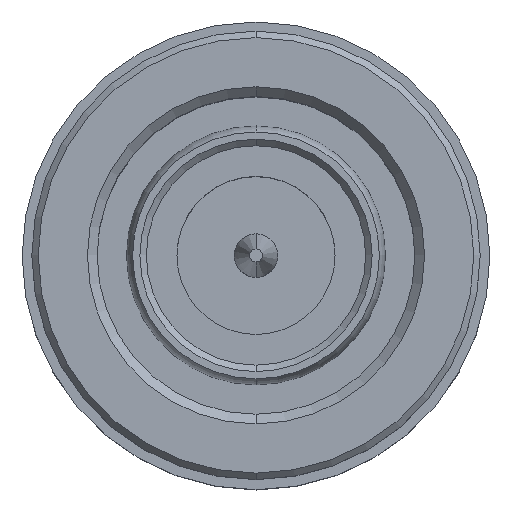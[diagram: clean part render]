
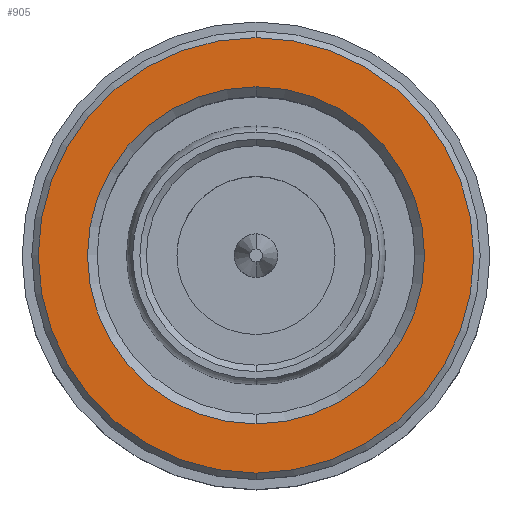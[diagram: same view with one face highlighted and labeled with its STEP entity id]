
A CAD part, top view. The second image highlights one B-rep face of the part: STEP entity #905.
In plain terms, the highlighted planar face has unit normal (0, 0, 1).
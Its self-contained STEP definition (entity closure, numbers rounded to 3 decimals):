
#3=CARTESIAN_POINT('',(0.,0.,0.));
#4=DIRECTION('',(0.,0.,1.));
#5=DIRECTION('',(0.,1.,0.));
#6=AXIS2_PLACEMENT_3D('',#3,#4,#5);
#19=CARTESIAN_POINT('',(0.,0.,0.));
#20=DIRECTION('',(0.,0.,-1.));
#21=DIRECTION('',(0.,1.,0.));
#22=AXIS2_PLACEMENT_3D('',#19,#20,#21);
#34=CARTESIAN_POINT('',(0.,0.,0.));
#35=DIRECTION('',(0.,0.,1.));
#36=DIRECTION('',(0.,1.,0.));
#37=AXIS2_PLACEMENT_3D('',#34,#35,#36);
#42=CARTESIAN_POINT('',(0.,0.,0.));
#43=DIRECTION('',(0.,0.,-1.));
#44=DIRECTION('',(0.,1.,0.));
#45=AXIS2_PLACEMENT_3D('',#42,#43,#44);
#780=CARTESIAN_POINT('',(0.,6.75,0.));
#781=VERTEX_POINT('',#780);
#782=CARTESIAN_POINT('',(0.,-6.75,0.));
#783=VERTEX_POINT('',#782);
#784=CARTESIAN_POINT('',(0.,5.225,0.));
#786=VERTEX_POINT('',#784);
#790=CARTESIAN_POINT('',(0.,-5.225,0.));
#792=VERTEX_POINT('',#790);
#890=CARTESIAN_POINT('',(0.,0.,0.));
#891=DIRECTION('',(0.,0.,1.));
#892=DIRECTION('',(0.,1.,0.));
#893=AXIS2_PLACEMENT_3D('',#890,#891,#892);
#894=PLANE('',#893);
#896=ORIENTED_EDGE('',*,*,#895,.F.);
#898=ORIENTED_EDGE('',*,*,#897,.T.);
#899=EDGE_LOOP('',(#896,#898));
#900=FACE_OUTER_BOUND('',#899,.F.);
#901=ORIENTED_EDGE('',*,*,#882,.F.);
#902=ORIENTED_EDGE('',*,*,#871,.T.);
#903=EDGE_LOOP('',(#901,#902));
#904=FACE_BOUND('',#903,.F.);
#7=CIRCLE('',#6,5.225);
#23=CIRCLE('',#22,5.225);
#38=CIRCLE('',#37,6.75);
#46=CIRCLE('',#45,6.75);
#871=EDGE_CURVE('',#786,#792,#7,.T.);
#882=EDGE_CURVE('',#786,#792,#23,.T.);
#895=EDGE_CURVE('',#781,#783,#38,.T.);
#897=EDGE_CURVE('',#781,#783,#46,.T.);
#905=ADVANCED_FACE('',(#900,#904),#894,.T.);
